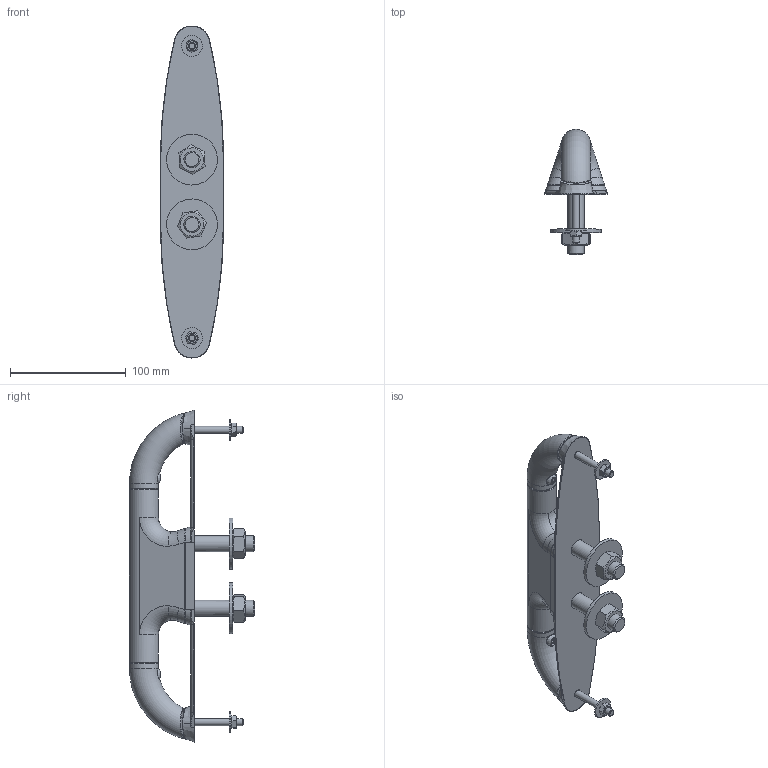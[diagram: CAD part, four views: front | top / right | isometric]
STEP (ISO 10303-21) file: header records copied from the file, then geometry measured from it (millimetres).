
FILE_DESCRIPTION(/* description */ (''),/* implementation_level */ '2;1');
FILE_NAME(/* name */ 'RC290.stp',/* time_stamp */ '2019-03-25T16:47:07+01:00',/* author */ ('gianni'),/* organization */ (''),/* preprocessor_version */ 'ST-DEVELOPER v16.5',/* originating_system */ 'Autodesk Inventor 2017',/* authorisation */ '');
FILE_SCHEMA (('AUTOMOTIVE_DESIGN { 1 0 10303 214 3 1 1 }'));
Length unit declared in the file: millimetre
Products named in the file (1): 19032502
Bounding box: 54.38 x 108 x 286.84 mm (x, y, z)
Volume: 321965.8 mm3; surface area: 70354.9 mm2
Topology: 1 solids, 3 shells, 357 faces, 826 edges, 504 vertices
Faces by surface type: plane 102, bspline 74, cylinder 73, torus 66, cone 30, sphere 12
Full cylindrical faces by diameter (mm): 6 x4, 6.2 x2, 6.25 x2, 6.4 x2, 10.75 x2, 12 x2, 12.4 x2, 14 x4, 14.5 x2, 15 x2, 18 x2, 21.266 x2, 25 x3, 44 x2
Entity records: 12183 total; most frequent: CARTESIAN_POINT 4973, DIRECTION 1466, ORIENTED_EDGE 1424, EDGE_CURVE 712, AXIS2_PLACEMENT_3D 656, EDGE_LOOP 470, VERTEX_POINT 470, FACE_OUTER_BOUND 357
